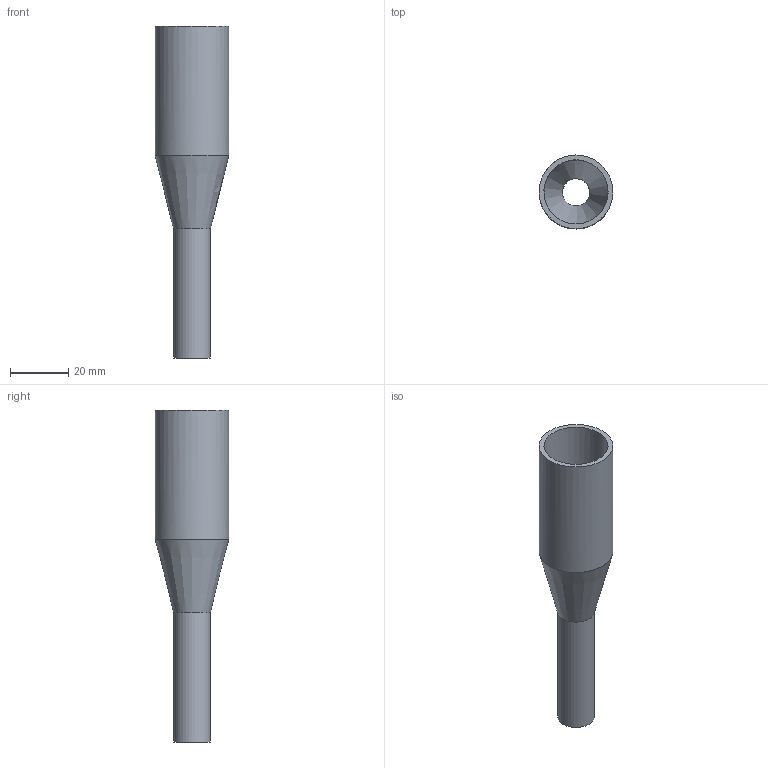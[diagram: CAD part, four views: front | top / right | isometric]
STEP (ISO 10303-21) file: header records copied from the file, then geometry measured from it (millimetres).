
FILE_DESCRIPTION(/* description */ (''),/* implementation_level */ '2;1');
FILE_NAME(/* name */ 'S31-1X.50.stp',/* time_stamp */ '2018-11-28T16:17:56-05:00',/* author */ ('rick'),/* organization */ (''),/* preprocessor_version */ 'ST-DEVELOPER v15.2',/* originating_system */ 'Autodesk Inventor 2014',/* authorisation */ '');
FILE_SCHEMA (('AUTOMOTIVE_DESIGN { 1 0 10303 214 3 1 1 }'));
Length unit declared in the file: inch
Products named in the file (1): S31-1X.50
Bounding box: 25.4 x 25.4 x 114.3 mm (x, y, z)
Volume: 10313.5 mm3; surface area: 12778.5 mm2
Topology: 1 solids, 1 shells, 361 faces, 978 edges, 652 vertices
Faces by surface type: bspline 181, plane 142, cone 34, cylinder 4
Full cylindrical faces by diameter (mm): 9.398 x1, 12.7 x1, 22.098 x1, 25.4 x1
Entity records: 14516 total; most frequent: CARTESIAN_POINT 6529, ORIENTED_EDGE 1938, DIRECTION 1112, EDGE_CURVE 969, VERTEX_POINT 649, LINE 440, VECTOR 440, EDGE_LOOP 402
